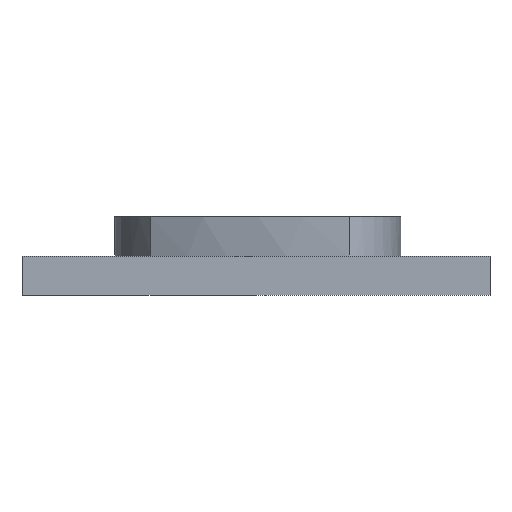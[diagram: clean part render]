
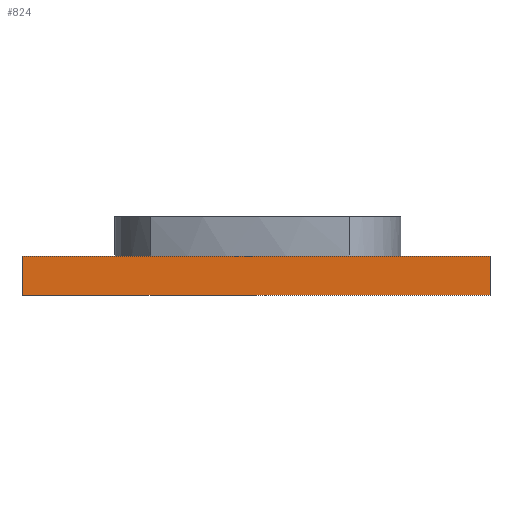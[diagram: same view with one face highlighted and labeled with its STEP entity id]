
A CAD part, left-side view. The second image highlights one B-rep face of the part: STEP entity #824.
In plain terms, the highlighted planar face has unit normal (-1, 0, 0).
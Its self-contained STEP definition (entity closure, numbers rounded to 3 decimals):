
#22=PLANE('',#849);
#105=FACE_OUTER_BOUND('',#152,.T.);
#152=EDGE_LOOP('',(#705,#706,#707,#708));
#198=LINE('',#1524,#249);
#201=LINE('',#1531,#252);
#202=LINE('',#1533,#253);
#203=LINE('',#1534,#254);
#249=VECTOR('',#905,10.);
#252=VECTOR('',#912,10.);
#253=VECTOR('',#913,10.);
#254=VECTOR('',#914,10.);
#370=VERTEX_POINT('',#1520);
#372=VERTEX_POINT('',#1523);
#374=VERTEX_POINT('',#1530);
#375=VERTEX_POINT('',#1532);
#484=EDGE_CURVE('',#372,#370,#198,.T.);
#487=EDGE_CURVE('',#370,#374,#201,.T.);
#488=EDGE_CURVE('',#375,#374,#202,.T.);
#489=EDGE_CURVE('',#372,#375,#203,.T.);
#705=ORIENTED_EDGE('',*,*,#484,.T.);
#706=ORIENTED_EDGE('',*,*,#487,.T.);
#707=ORIENTED_EDGE('',*,*,#488,.F.);
#708=ORIENTED_EDGE('',*,*,#489,.F.);
#824=ADVANCED_FACE('',(#105),#22,.T.);
#849=AXIS2_PLACEMENT_3D('',#1529,#910,#911);
#905=DIRECTION('',(0.,1.,0.));
#910=DIRECTION('center_axis',(-1.,0.,0.));
#911=DIRECTION('ref_axis',(0.,1.,0.));
#912=DIRECTION('',(0.,0.,-1.));
#913=DIRECTION('',(0.,1.,0.));
#914=DIRECTION('',(0.,0.,-1.));
#1520=CARTESIAN_POINT('',(-5.95,5.95,0.));
#1523=CARTESIAN_POINT('',(-5.95,-5.95,0.));
#1524=CARTESIAN_POINT('',(-5.95,-5.95,0.));
#1529=CARTESIAN_POINT('Origin',(-5.95,-5.95,0.));
#1530=CARTESIAN_POINT('',(-5.95,5.95,-1.));
#1531=CARTESIAN_POINT('',(-5.95,5.95,0.));
#1532=CARTESIAN_POINT('',(-5.95,-5.95,-1.));
#1533=CARTESIAN_POINT('',(-5.95,-5.95,-1.));
#1534=CARTESIAN_POINT('',(-5.95,-5.95,0.));
